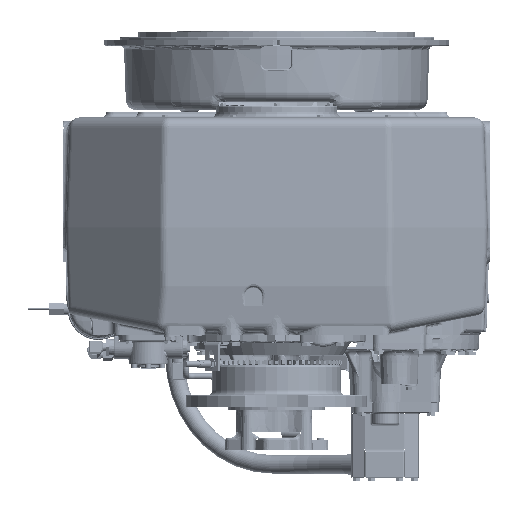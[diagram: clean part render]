
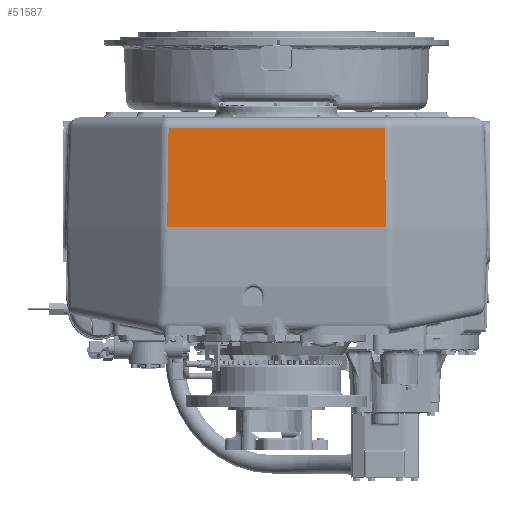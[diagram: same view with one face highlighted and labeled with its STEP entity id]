
A CAD part, front view. The second image highlights one B-rep face of the part: STEP entity #51587.
In plain terms, the highlighted planar face has unit normal (0, -0.999, 0.035).
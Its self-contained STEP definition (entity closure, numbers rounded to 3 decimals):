
#51587 = ADVANCED_FACE ( 'NONE', ( #210064 ), #682703, .T. ) ;
#95883 = VERTEX_POINT ( 'NONE', #469284 ) ;
#210064 = FACE_OUTER_BOUND ( 'NONE', #741802, .T. ) ;
#291768 = VECTOR ( 'NONE', #490275, 1000. ) ;
#291782 = LINE ( 'NONE', #490202, #291787 ) ;
#291787 = VECTOR ( 'NONE', #490207, 1000. ) ;
#291834 = LINE ( 'NONE', #490234, #291768 ) ;
#357532 = ORIENTED_EDGE ( 'NONE', *, *, #542973, .T. ) ;
#360421 = ORIENTED_EDGE ( 'NONE', *, *, #539641, .T. ) ;
#360772 = ORIENTED_EDGE ( 'NONE', *, *, #539604, .T. ) ;
#360778 = ORIENTED_EDGE ( 'NONE', *, *, #543026, .T. ) ;
#469284 = CARTESIAN_POINT ( 'NONE',  ( -225.882, -609.973, -238.232 ) ) ;
#482421 = AXIS2_PLACEMENT_3D ( 'NONE', #682698, #682749, #682752 ) ;
#490202 = CARTESIAN_POINT ( 'NONE',  ( 225.846, -609.886, -235.737 ) ) ;
#490207 = DIRECTION ( 'NONE',  ( -0.014, 0.035, 0.999 ) ) ;
#490234 = CARTESIAN_POINT ( 'NONE',  ( 0., -602.814, -33.232 ) ) ;
#490275 = DIRECTION ( 'NONE',  ( -1., 0., 0. ) ) ;
#539604 = EDGE_CURVE ( 'NONE', #791795, #791806, #291782, .T. ) ;
#539641 = EDGE_CURVE ( 'NONE', #791806, #791827, #291834, .T. ) ;
#542973 = EDGE_CURVE ( 'NONE', #791827, #95883, #714785, .T. ) ;
#543026 = EDGE_CURVE ( 'NONE', #95883, #791795, #714888, .T. ) ;
#640492 = CARTESIAN_POINT ( 'NONE',  ( -225.846, -609.886, -235.737 ) ) ;
#640497 = DIRECTION ( 'NONE',  ( -0.014, -0.035, -0.999 ) ) ;
#640722 = CARTESIAN_POINT ( 'NONE',  ( 0., -609.973, -238.232 ) ) ;
#640726 = DIRECTION ( 'NONE',  ( 1., 0., 0. ) ) ;
#682698 = CARTESIAN_POINT ( 'NONE',  ( 0., -610., -239. ) ) ;
#682703 = PLANE ( 'NONE',  #482421 ) ;
#682749 = DIRECTION ( 'NONE',  ( 0., -0.999, 0.035 ) ) ;
#682752 = DIRECTION ( 'NONE',  ( 0., -0.035, -0.999 ) ) ;
#714785 = LINE ( 'NONE', #640492, #714796 ) ;
#714796 = VECTOR ( 'NONE', #640497, 1000. ) ;
#714888 = LINE ( 'NONE', #640722, #714891 ) ;
#714891 = VECTOR ( 'NONE', #640726, 1000. ) ;
#740046 = CARTESIAN_POINT ( 'NONE',  ( 225.882, -609.973, -238.232 ) ) ;
#740062 = CARTESIAN_POINT ( 'NONE',  ( 222.916, -602.814, -33.232 ) ) ;
#740094 = CARTESIAN_POINT ( 'NONE',  ( -222.916, -602.814, -33.232 ) ) ;
#741802 = EDGE_LOOP ( 'NONE', ( #357532, #360778, #360772, #360421 ) ) ;
#791795 = VERTEX_POINT ( 'NONE', #740046 ) ;
#791806 = VERTEX_POINT ( 'NONE', #740062 ) ;
#791827 = VERTEX_POINT ( 'NONE', #740094 ) ;
